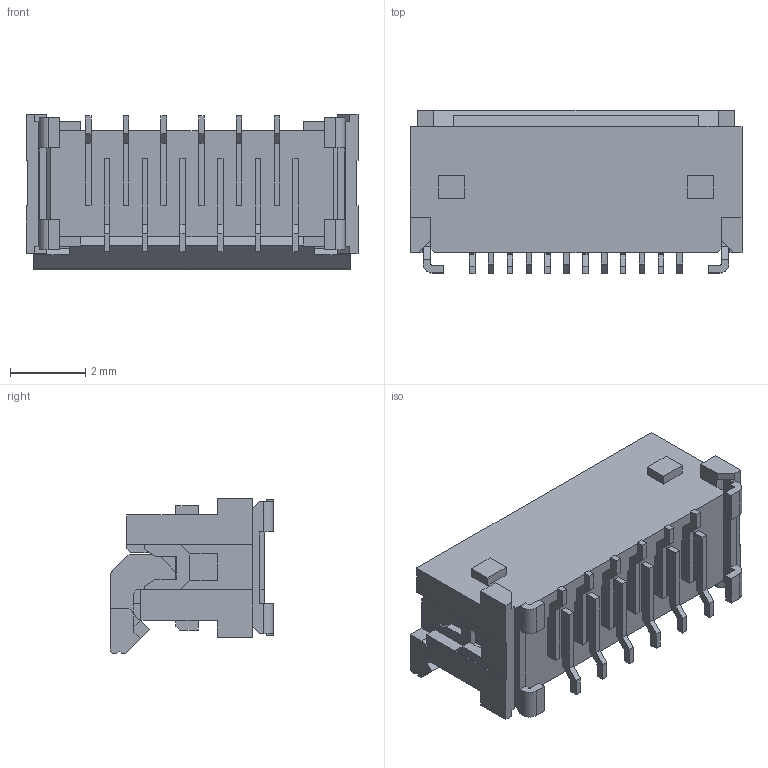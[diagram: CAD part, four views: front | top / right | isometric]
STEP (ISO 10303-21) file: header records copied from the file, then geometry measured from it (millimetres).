
FILE_DESCRIPTION((''),'2;1');
FILE_NAME('5019511230','2019-06-27T',('gga'),(''),'PRO/ENGINEER BY PARAMETRIC TECHNOLOGY CORPORATION, 2016010','PRO/ENGINEER BY PARAMETRIC TECHNOLOGY CORPORATION, 2016010','');
FILE_SCHEMA(('CONFIG_CONTROL_DESIGN'));
Length unit declared in the file: millimetre
Products named in the file (1): 5019511230
Bounding box: 8.8 x 4.34 x 4.13 mm (x, y, z)
Volume: 79.1 mm3; surface area: 279.1 mm2
Topology: 1 solids, 1 shells, 563 faces, 1813 edges, 1216 vertices
Faces by surface type: plane 513, cylinder 50
Entity records: 19682 total; most frequent: CARTESIAN_POINT 3529, ORIENTED_EDGE 3498, DIRECTION 3049, EDGE_CURVE 1749, VECTOR 1705, LINE 1705, VERTEX_POINT 1152, AXIS2_PLACEMENT_3D 672
